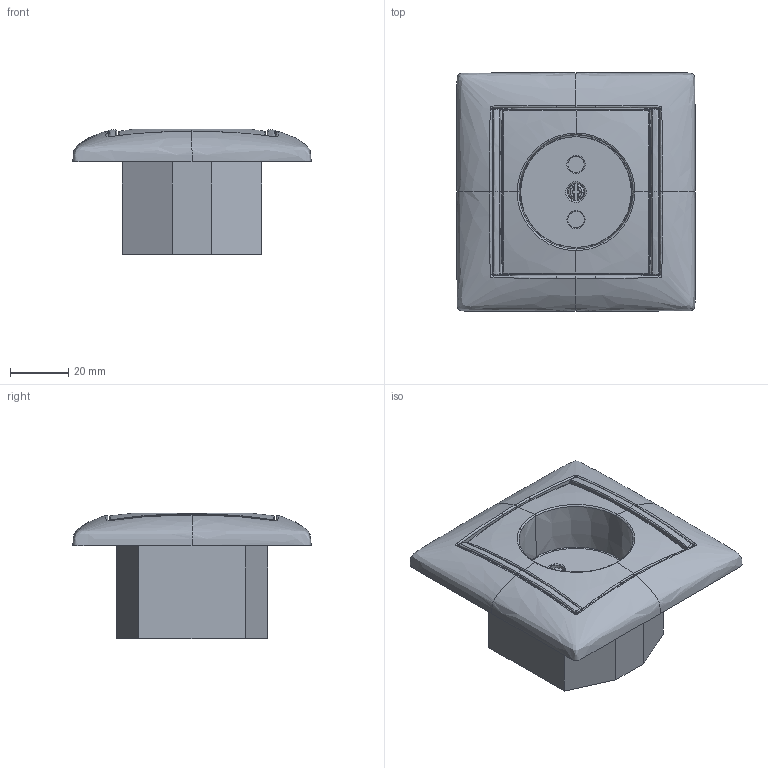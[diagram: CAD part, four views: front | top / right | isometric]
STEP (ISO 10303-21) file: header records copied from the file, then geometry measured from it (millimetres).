
FILE_DESCRIPTION (( 'STEP AP214' ), '1' );
FILE_NAME ('774416.STEP', '2025-09-02T10:36:36', ( '' ), ( '' ), 'SwSTEP 2.0', 'SolidWorks 2022', '' );
FILE_SCHEMA (( 'AUTOMOTIVE_DESIGN' ));
Products named in the file (1): 774416
Bounding box: 82 x 82 x 43.19 mm (x, y, z)
Volume: 102192.9 mm3; surface area: 32169.9 mm2
Topology: 1 solids, 5 shells, 692 faces, 1819 edges, 1117 vertices
Faces by surface type: bspline 390, plane 154, cylinder 64, torus 52, cone 24, sphere 8
Entity records: 59803 total; most frequent: CARTESIAN_POINT 46478, ORIENTED_EDGE 3590, EDGE_CURVE 1795, DIRECTION 1348, B_SPLINE_CURVE_WITH_KNOTS 1212, VERTEX_POINT 1113, EDGE_LOOP 704, ADVANCED_FACE 692
